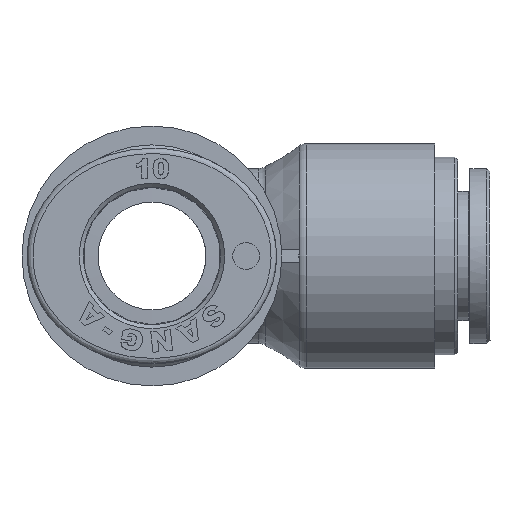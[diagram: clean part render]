
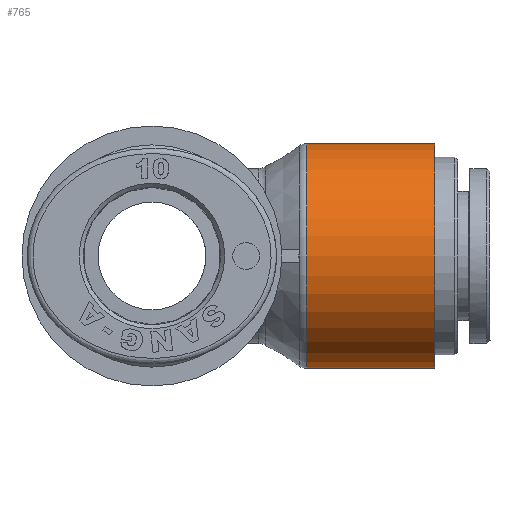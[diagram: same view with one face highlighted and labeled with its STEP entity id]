
A CAD part, left-side view. The second image highlights one B-rep face of the part: STEP entity #765.
In plain terms, the highlighted cylindrical face has radius 8.35 mm (diameter 16.7 mm), a full revolution.
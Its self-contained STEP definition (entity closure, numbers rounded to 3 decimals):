
#731=CARTESIAN_POINT('',(-8.35,-11.484,0.0));
#732=VERTEX_POINT('',#731);
#733=CARTESIAN_POINT('',(0.,-11.484,0.0));
#734=DIRECTION('',(0.0,1.0,0.0));
#735=DIRECTION('',(1.0,0.0,0.0));
#736=AXIS2_PLACEMENT_3D('',#733,#734,#735);
#737=CIRCLE('',#736,8.35);
#738=EDGE_CURVE('',#732,#732,#737,.T.);
#746=CARTESIAN_POINT('',(0.,-16.1,0.0));
#747=DIRECTION('',(0.,1.0,0.0));
#748=DIRECTION('',(-1.0,0.0,0.0));
#749=AXIS2_PLACEMENT_3D('',#746,#747,#748);
#750=CYLINDRICAL_SURFACE('',#749,8.35);
#751=CARTESIAN_POINT('',(-8.35,-21.0,0.0));
#752=VERTEX_POINT('',#751);
#753=CARTESIAN_POINT('',(0.,-21.0,0.0));
#754=DIRECTION('',(0.0,1.0,0.0));
#755=DIRECTION('',(-1.0,0.0,0.0));
#756=AXIS2_PLACEMENT_3D('',#753,#754,#755);
#757=CIRCLE('',#756,8.35);
#758=EDGE_CURVE('',#752,#752,#757,.T.);
#759=ORIENTED_EDGE('',*,*,#758,.T.);
#760=EDGE_LOOP('',(#759));
#761=FACE_OUTER_BOUND('',#760,.T.);
#762=ORIENTED_EDGE('',*,*,#738,.F.);
#763=EDGE_LOOP('',(#762));
#764=FACE_BOUND('',#763,.T.);
#765=ADVANCED_FACE('',(#761,#764),#750,.T.);
